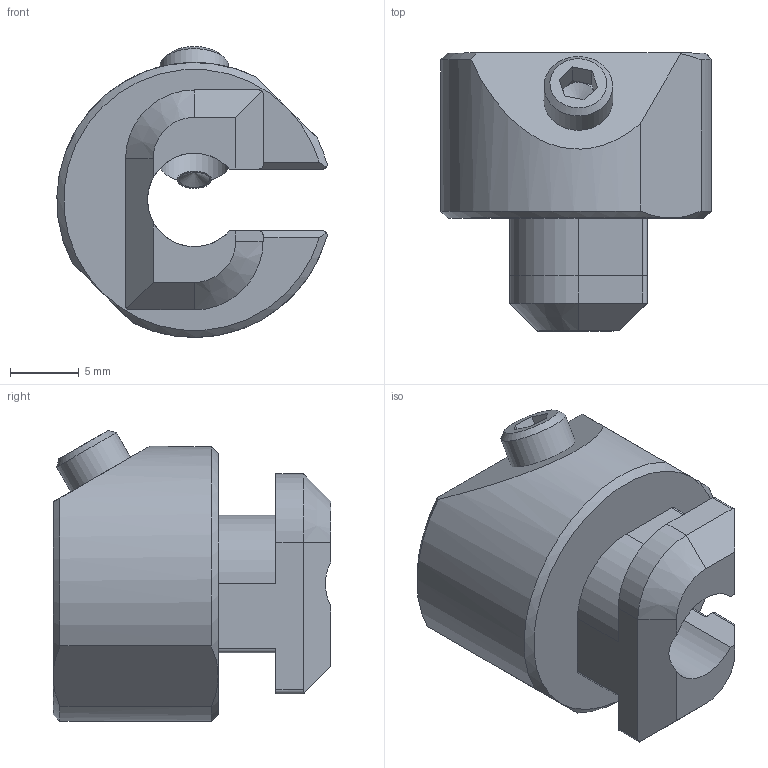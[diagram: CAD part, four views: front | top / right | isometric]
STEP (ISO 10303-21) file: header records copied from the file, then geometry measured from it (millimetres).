
FILE_DESCRIPTION(/* description */ ('Inserto di fissaggio serie 40'),/* implementation_level */ '2;1');
FILE_NAME(/* name */ 'MB40.stp',/* time_stamp */ '2021-02-19T14:08:48+01:00',/* author */ ('omnitec'),/* organization */ ('Microsoft'),/* preprocessor_version */ 'ST-DEVELOPER v18.1',/* originating_system */ 'Autodesk Inventor 2021',/* authorisation */ '');
FILE_SCHEMA (('AUTOMOTIVE_DESIGN { 1 0 10303 214 3 1 1 }'));
Length unit declared in the file: millimetre
Products named in the file (1): MB40
Bounding box: 19.66 x 20.2 x 21.15 mm (x, y, z)
Volume: 3200.1 mm3; surface area: 2254.2 mm2
Topology: 1 solids, 2 shells, 69 faces, 185 edges, 119 vertices
Faces by surface type: plane 38, cylinder 19, cone 12
Full cylindrical faces by diameter (mm): 5 x2
Entity records: 2278 total; most frequent: CARTESIAN_POINT 500, DIRECTION 363, ORIENTED_EDGE 362, EDGE_CURVE 183, AXIS2_PLACEMENT_3D 129, VERTEX_POINT 119, LINE 105, VECTOR 105
